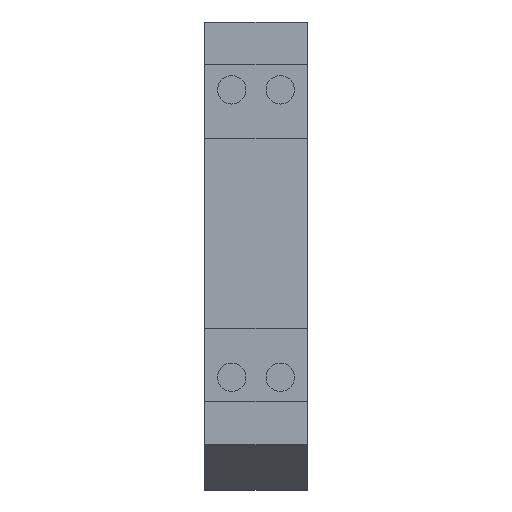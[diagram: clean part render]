
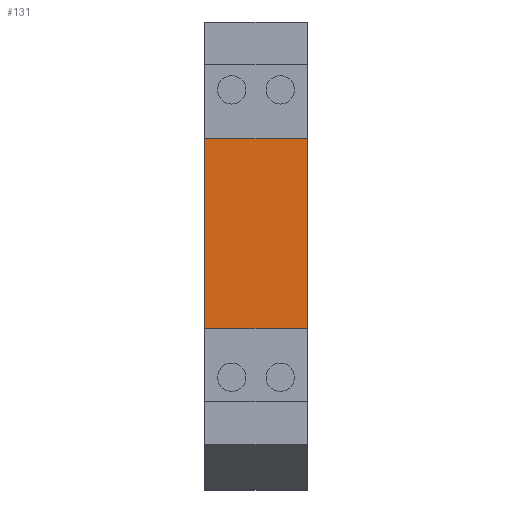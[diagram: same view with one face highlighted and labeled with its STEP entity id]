
A CAD part, top view. The second image highlights one B-rep face of the part: STEP entity #131.
In plain terms, the highlighted planar face has unit normal (0, 0, 1).
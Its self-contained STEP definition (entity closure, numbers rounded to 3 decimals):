
#131=ADVANCED_FACE('',(#272),#273,.T.);
#272=FACE_OUTER_BOUND('',#416,.T.);
#273=PLANE('',#417);
#416=EDGE_LOOP('',(#757,#758,#759,#760));
#417=AXIS2_PLACEMENT_3D('',#761,#762,#763);
#757=ORIENTED_EDGE('',*,*,#969,.F.);
#758=ORIENTED_EDGE('',*,*,#993,.F.);
#759=ORIENTED_EDGE('',*,*,#973,.F.);
#760=ORIENTED_EDGE('',*,*,#995,.F.);
#761=CARTESIAN_POINT('',(47.771,51.82,68.));
#762=DIRECTION('',(0.,0.,1.0));
#763=DIRECTION('',(-1.0,0.,0.));
#969=EDGE_CURVE('',#1188,#1190,#1191,.T.);
#973=EDGE_CURVE('',#1194,#1196,#1197,.T.);
#993=EDGE_CURVE('',#1196,#1188,#1228,.T.);
#995=EDGE_CURVE('',#1190,#1194,#1230,.T.);
#1188=VERTEX_POINT('',#1488);
#1190=VERTEX_POINT('',#1491);
#1191=LINE('',#1492,#1493);
#1194=VERTEX_POINT('',#1497);
#1196=VERTEX_POINT('',#1500);
#1197=LINE('',#1501,#1502);
#1228=LINE('',#1549,#1550);
#1230=LINE('',#1552,#1553);
#1488=CARTESIAN_POINT('',(40.371,38.07,68.));
#1491=CARTESIAN_POINT('',(40.371,65.57,68.));
#1492=CARTESIAN_POINT('',(40.371,65.57,68.));
#1493=VECTOR('',#1702,1.0);
#1497=CARTESIAN_POINT('',(55.171,65.57,68.));
#1500=CARTESIAN_POINT('',(55.171,38.07,68.));
#1501=CARTESIAN_POINT('',(55.171,38.07,68.));
#1502=VECTOR('',#1705,1.0);
#1549=CARTESIAN_POINT('',(40.371,38.07,68.));
#1550=VECTOR('',#1722,1.0);
#1552=CARTESIAN_POINT('',(55.171,65.57,68.));
#1553=VECTOR('',#1723,1.0);
#1702=DIRECTION('',(0.,1.0,0.));
#1705=DIRECTION('',(0.,-1.0,0.));
#1722=DIRECTION('',(-1.0,0.,0.0));
#1723=DIRECTION('',(1.0,0.,-0.0));
